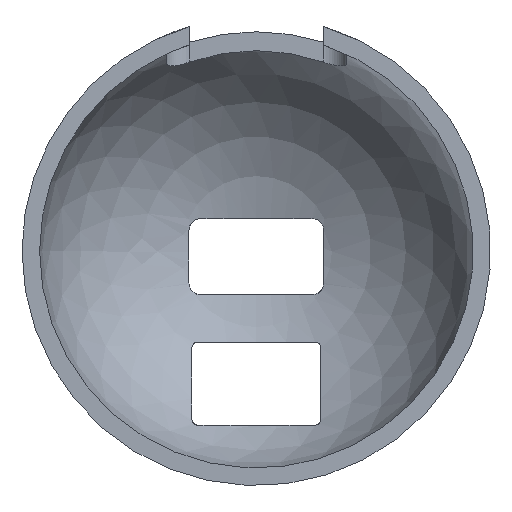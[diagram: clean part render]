
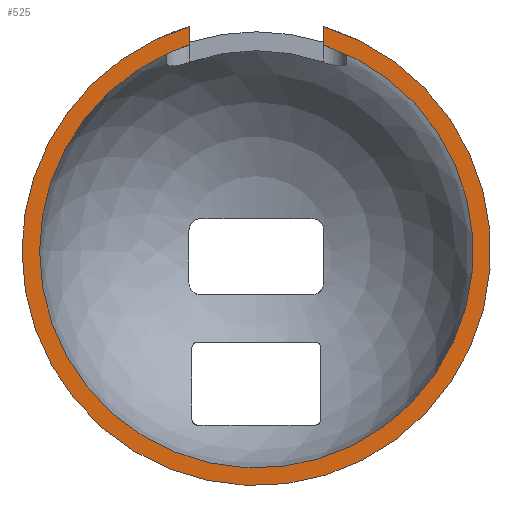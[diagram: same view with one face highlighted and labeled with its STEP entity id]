
A CAD part, top view. The second image highlights one B-rep face of the part: STEP entity #525.
In plain terms, the highlighted planar face has unit normal (0, 0, 1).
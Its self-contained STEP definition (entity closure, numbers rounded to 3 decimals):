
#22=CIRCLE('',#550,18.5);
#42=CIRCLE('',#587,18.5);
#45=CIRCLE('',#590,18.5);
#46=CIRCLE('',#592,20.);
#47=CIRCLE('',#593,20.);
#60=PLANE('',#591);
#84=FACE_OUTER_BOUND('',#112,.T.);
#112=EDGE_LOOP('',(#440,#441,#442,#443,#444,#445,#446,#447));
#119=LINE('',#760,#145);
#122=LINE('',#777,#148);
#125=LINE('',#811,#151);
#145=VECTOR('',#606,10.);
#148=VECTOR('',#611,10.);
#151=VECTOR('',#620,10.);
#195=VERTEX_POINT('',#746);
#197=VERTEX_POINT('',#759);
#199=VERTEX_POINT('',#774);
#200=VERTEX_POINT('',#776);
#203=VERTEX_POINT('',#784);
#206=VERTEX_POINT('',#799);
#241=VERTEX_POINT('',#1080);
#245=VERTEX_POINT('',#1114);
#250=EDGE_CURVE('',#195,#197,#119,.T.);
#254=EDGE_CURVE('',#200,#199,#122,.T.);
#261=EDGE_CURVE('',#206,#203,#125,.T.);
#262=EDGE_CURVE('',#197,#199,#22,.T.);
#314=EDGE_CURVE('',#241,#206,#42,.T.);
#319=EDGE_CURVE('',#200,#241,#45,.T.);
#320=EDGE_CURVE('',#195,#245,#46,.T.);
#321=EDGE_CURVE('',#245,#203,#47,.T.);
#440=ORIENTED_EDGE('',*,*,#262,.F.);
#441=ORIENTED_EDGE('',*,*,#250,.F.);
#442=ORIENTED_EDGE('',*,*,#320,.T.);
#443=ORIENTED_EDGE('',*,*,#321,.T.);
#444=ORIENTED_EDGE('',*,*,#261,.F.);
#445=ORIENTED_EDGE('',*,*,#314,.F.);
#446=ORIENTED_EDGE('',*,*,#319,.F.);
#447=ORIENTED_EDGE('',*,*,#254,.T.);
#525=ADVANCED_FACE('',(#84),#60,.F.);
#550=AXIS2_PLACEMENT_3D('',#818,#621,#622);
#587=AXIS2_PLACEMENT_3D('',#1082,#711,#712);
#590=AXIS2_PLACEMENT_3D('',#1112,#717,#718);
#591=AXIS2_PLACEMENT_3D('',#1113,#719,#720);
#592=AXIS2_PLACEMENT_3D('',#1115,#721,#722);
#593=AXIS2_PLACEMENT_3D('',#1116,#723,#724);
#606=DIRECTION('',(0.,-1.,0.));
#611=DIRECTION('',(0.,1.,0.));
#620=DIRECTION('',(0.,1.,0.));
#621=DIRECTION('center_axis',(0.,0.,1.));
#622=DIRECTION('ref_axis',(-1.,0.,0.));
#711=DIRECTION('center_axis',(0.,0.,1.));
#712=DIRECTION('ref_axis',(0.,-1.,0.));
#717=DIRECTION('center_axis',(0.,0.,1.));
#718=DIRECTION('ref_axis',(0.,-1.,0.));
#719=DIRECTION('center_axis',(0.,0.,-1.));
#720=DIRECTION('ref_axis',(1.,0.,0.));
#721=DIRECTION('center_axis',(0.,0.,
1.));
#722=DIRECTION('ref_axis',(1.,0.,0.));
#723=DIRECTION('center_axis',(0.,0.,
1.));
#724=DIRECTION('ref_axis',(1.,0.,0.));
#746=CARTESIAN_POINT('',(-6.337,457.766,-30.));
#759=CARTESIAN_POINT('',(-6.337,456.196,-30.));
#760=CARTESIAN_POINT('',(-6.337,441.047,-30.));
#774=CARTESIAN_POINT('',(-8.337,455.417,-30.));
#776=CARTESIAN_POINT('',(-8.337,455.416,-30.));
#777=CARTESIAN_POINT('',(-8.337,455.416,-30.));
#784=CARTESIAN_POINT('',(5.07,457.766,-30.));
#799=CARTESIAN_POINT('',(5.07,456.195,-30.));
#811=CARTESIAN_POINT('',(5.07,441.047,-30.));
#818=CARTESIAN_POINT('Origin',(-0.635,438.596,-30.));
#1080=CARTESIAN_POINT('',(-19.133,438.596,-30.));
#1082=CARTESIAN_POINT('Origin',(-0.633,438.596,-30.));
#1112=CARTESIAN_POINT('Origin',(-0.633,438.596,-30.));
#1113=CARTESIAN_POINT('Origin',(-20.633,418.596,-30.));
#1114=CARTESIAN_POINT('',(-20.633,438.596,-30.));
#1115=CARTESIAN_POINT('Origin',(-0.633,438.596,-30.));
#1116=CARTESIAN_POINT('Origin',(-0.633,438.596,-30.));
